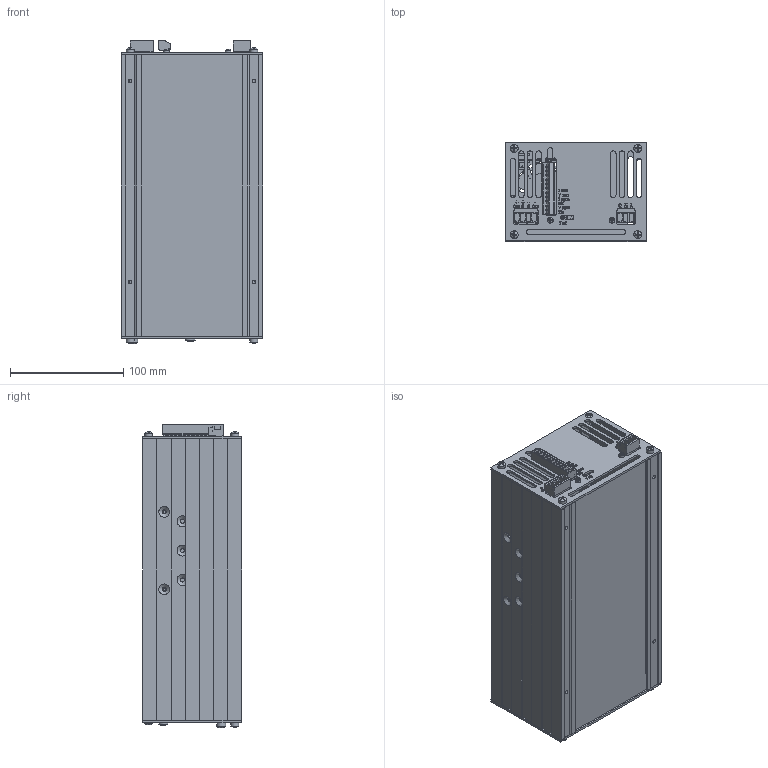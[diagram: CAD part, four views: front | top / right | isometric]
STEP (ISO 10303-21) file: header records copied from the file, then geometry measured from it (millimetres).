
FILE_DESCRIPTION((''),'2;1');
FILE_NAME('LM10A 5-7-12.stp','2012-05-07T15:34:12',('JCD'),(''),'Autodesk Inventor 2013','Autodesk Inventor 2013','');
FILE_SCHEMA(('AUTOMOTIVE_DESIGN { 1 0 10303 214 1 1 1 1 }'));
Length unit declared in the file: inch
Products named in the file (15): LM10A Generic case A.iam (LevelofDetail1); New E5700-7 Side Left; New E5600-8 Side LM10 Right side; E5600-48 Cover Rear A; Cross Recessed Fillister Head Tapping Screw - Type D - Type II No. 8 - 32 - 1/2; Fan 12V 60x24_5; Cross Recessed Fillister Head Tapping Screw - Type D - Type II No. 10 - 32 - 5/8; E5600-9 Heat Sink LM10 ; LM10 sreen; E5600-xx Cover Front B; plug_5.08mm_4pl; plug_3.81mm_12pl; plug_5.08mm_3pl; Cross Recessed Fillister Head Machine Screw - Type II - Inch No. 4 - 48 - 1/4; RES TRIM 50K 15TURN
Assembly tree (26 placements, depth 2):
  LM10A Generic case A.iam (LevelofDetail1)
    New E5700-7 Side Left
    New E5600-8 Side LM10 Right side
    E5600-48 Cover Rear A
    Cross Recessed Fillister Head Tapping Screw - Type D - Type II No. 8 - 32 - 1/2  x8
    Fan 12V 60x24_5
    Cross Recessed Fillister Head Tapping Screw - Type D - Type II No. 10 - 32 - 5/8  x4
    E5600-9 Heat Sink LM10 
    LM10 sreen  x2
    E5600-xx Cover Front B
    plug_5.08mm_4pl
    plug_3.81mm_12pl
    plug_5.08mm_3pl
    Cross Recessed Fillister Head Machine Screw - Type II - Inch No. 4 - 48 - 1/4  x2
    RES TRIM 50K 15TURN
Bounding box: 125.14 x 87.83 x 268.57 mm (x, y, z)
Volume: 361968 mm3; surface area: 331669.7 mm2
Topology: 26 solids, 26 shells, 2597 faces, 7064 edges, 4690 vertices
Faces by surface type: plane 1486, bspline 521, cylinder 332, cone 188, torus 56, sphere 14
Full cylindrical faces by diameter (mm): 0.508 x3, 2.286 x1, 2.642 x2, 2.8 x12, 2.845 x2, 3.175 x4, 3.251 x2, 3.302 x8, 3.556 x6, 3.734 x4, 3.9 x7, 4.166 x8, 4.2 x7, 4.5 x4, 4.75 x4, 4.765 x8, 4.826 x4, 4.953 x2, 6.858 x8, 7.95 x4, 12.7 x1, 36 x1, 56 x1
Entity records: 78107 total; most frequent: CARTESIAN_POINT 22392, ORIENTED_EDGE 12208, DIRECTION 9324, EDGE_CURVE 6104, VERTEX_POINT 4120, VECTOR 4098, LINE 4098, EDGE_LOOP 2732
